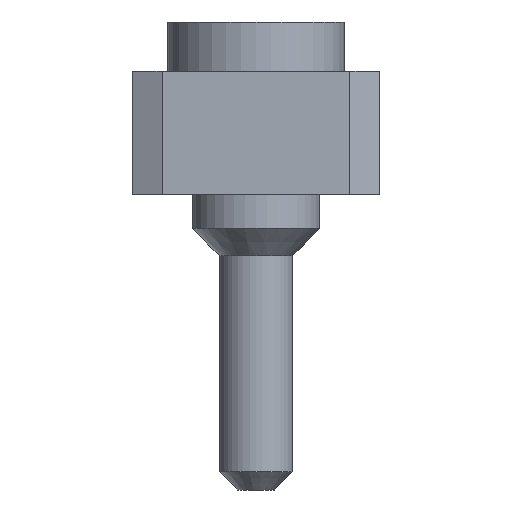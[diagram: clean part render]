
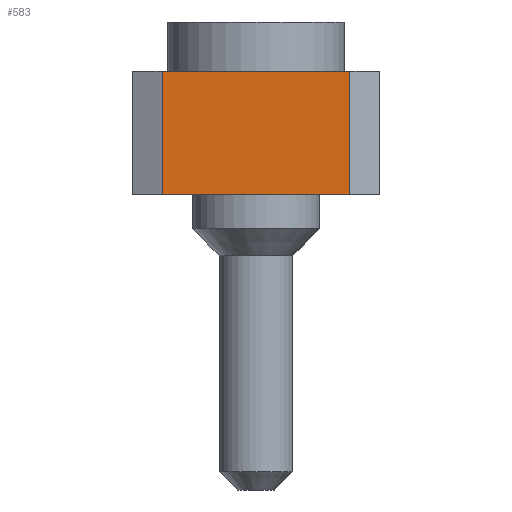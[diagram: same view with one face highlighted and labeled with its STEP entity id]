
A CAD part, left-side view. The second image highlights one B-rep face of the part: STEP entity #583.
In plain terms, the highlighted planar face has unit normal (-1, 0, 0).
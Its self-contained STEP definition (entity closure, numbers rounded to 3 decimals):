
#583=ADVANCED_FACE('',(#1312),#1314,.T.);
#1312=FACE_BOUND('',#1313,.T.);
#1313=EDGE_LOOP('',(#1965,#1966,#1967,#1968));
#1314=PLANE('',#1315);
#1315=AXIS2_PLACEMENT_3D('',#1316,#1317,#1318);
#1316=CARTESIAN_POINT('',(-1.385,0.97,0.63));
#1317=DIRECTION('',(-1.,0.,0.));
#1318=DIRECTION('',(0.,-1.,0.));
#1965=ORIENTED_EDGE('',*,*,#2226,.T.);
#1966=ORIENTED_EDGE('',*,*,#2275,.T.);
#1967=ORIENTED_EDGE('',*,*,#2157,.F.);
#1968=ORIENTED_EDGE('',*,*,#2274,.F.);
#2157=EDGE_CURVE('',#2395,#2397,#2398,.T.);
#2226=EDGE_CURVE('',#2530,#2528,#2531,.T.);
#2274=EDGE_CURVE('',#2530,#2395,#2601,.T.);
#2275=EDGE_CURVE('',#2528,#2397,#2602,.T.);
#2395=VERTEX_POINT('',#2828);
#2397=VERTEX_POINT('',#2832);
#2398=LINE('',#2833,#2834);
#2528=VERTEX_POINT('',#3118);
#2530=VERTEX_POINT('',#3122);
#2531=LINE('',#3123,#3124);
#2601=LINE('',#3299,#3300);
#2602=LINE('',#3302,#3303);
#2828=CARTESIAN_POINT('',(-1.385,0.97,1.9));
#2832=CARTESIAN_POINT('',(-1.385,-0.97,1.9));
#2833=CARTESIAN_POINT('',(-1.385,0.97,1.9));
#2834=VECTOR('',#2835,1.);
#2835=DIRECTION('',(0.,-1.,0.));
#3118=CARTESIAN_POINT('',(-1.385,-0.97,0.63));
#3122=CARTESIAN_POINT('',(-1.385,0.97,0.63));
#3123=CARTESIAN_POINT('',(-1.385,0.97,0.63));
#3124=VECTOR('',#3125,1.);
#3125=DIRECTION('',(0.,-1.,0.));
#3299=CARTESIAN_POINT('',(-1.385,0.97,0.63));
#3300=VECTOR('',#3301,1.);
#3301=DIRECTION('',(0.,0.,1.));
#3302=CARTESIAN_POINT('',(-1.385,-0.97,0.63));
#3303=VECTOR('',#3304,1.);
#3304=DIRECTION('',(0.,0.,1.));
